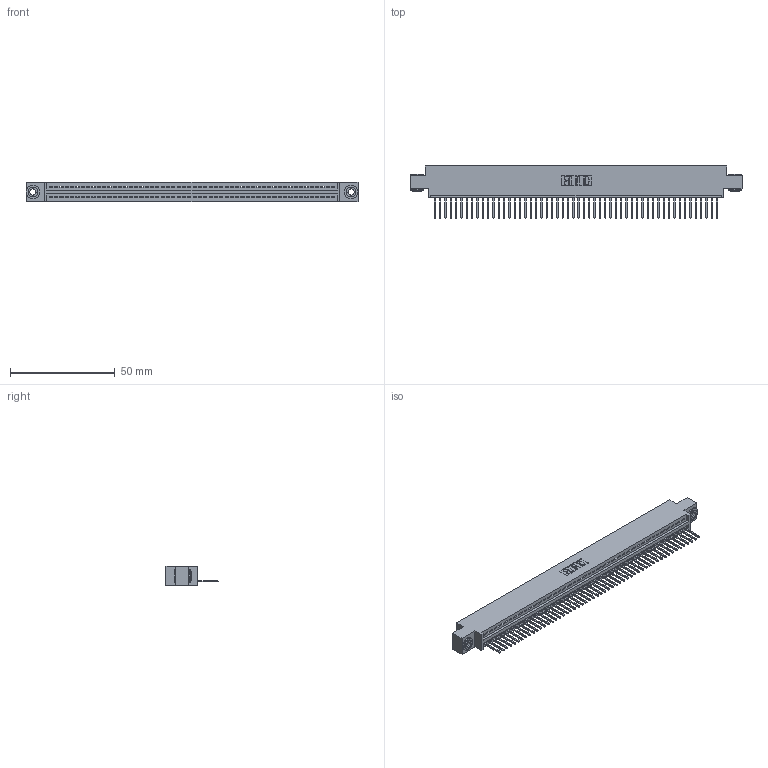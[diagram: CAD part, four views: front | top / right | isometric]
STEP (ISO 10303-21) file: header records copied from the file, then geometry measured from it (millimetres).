
FILE_DESCRIPTION (( 'STEP AP203' ), '1' );
FILE_NAME ('395-054-523-603.STEP', '2019-10-23T17:07:36', ( '' ), ( '' ), 'SwSTEP 2.0', 'SolidWorks 2016', '' );
FILE_SCHEMA (( 'CONFIG_CONTROL_DESIGN' ));
Length unit declared in the file: inch
Products named in the file (4): 395-054-523-603; 345-250-002_345-250-002-102; 345-292-001_345-293-123; 345 Part_0.170 Offset - 0.156 Dia-TH
Assembly tree (57 placements, depth 2):
  395-054-523-603
    345 Part_0.170 Offset - 0.156 Dia-TH
    345-292-001_345-293-123  x54
    345-250-002_345-250-002-102  x2
Bounding box: 158.37 x 24.82 x 9.4 mm (x, y, z)
Volume: 15025.5 mm3; surface area: 20530.5 mm2
Topology: 57 solids, 57 shells, 3300 faces, 9933 edges, 6546 vertices
Faces by surface type: plane 2254, cylinder 1038, cone 8
Entity records: 39826 total; most frequent: CARTESIAN_POINT 6877, ORIENTED_EDGE 6858, DIRECTION 6019, EDGE_CURVE 3429, VECTOR 3057, LINE 3057, VERTEX_POINT 2282, AXIS2_PLACEMENT_3D 1481
